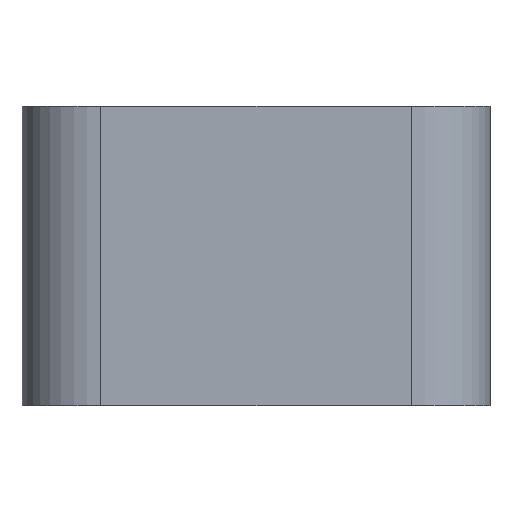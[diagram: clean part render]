
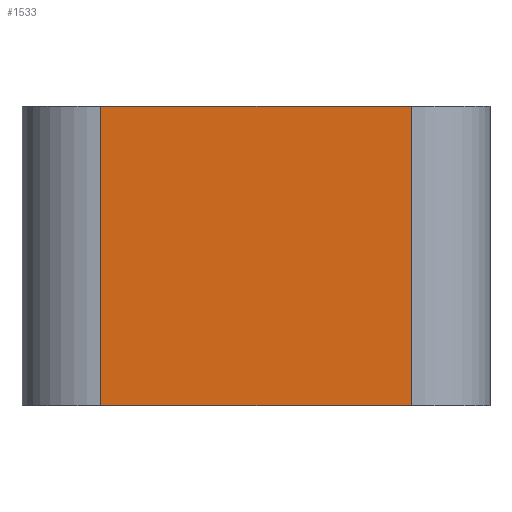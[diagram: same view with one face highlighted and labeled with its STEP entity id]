
A CAD part, left-side view. The second image highlights one B-rep face of the part: STEP entity #1533.
In plain terms, the highlighted planar face has unit normal (-1, 0, 0).
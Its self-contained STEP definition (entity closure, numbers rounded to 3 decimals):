
#202=FACE_OUTER_BOUND('',#292,.T.);
#292=EDGE_LOOP('',(#1376,#1377,#1378,#1379));
#432=LINE('',#2548,#584);
#444=LINE('',#2586,#596);
#445=LINE('',#2589,#597);
#446=LINE('',#2590,#598);
#584=VECTOR('',#2093,10.);
#596=VECTOR('',#2137,10.);
#597=VECTOR('',#2140,10.);
#598=VECTOR('',#2141,10.);
#731=VERTEX_POINT('',#2545);
#732=VERTEX_POINT('',#2547);
#742=VERTEX_POINT('',#2584);
#743=VERTEX_POINT('',#2588);
#941=EDGE_CURVE('',#731,#732,#432,.T.);
#960=EDGE_CURVE('',#742,#732,#444,.T.);
#961=EDGE_CURVE('',#743,#742,#445,.T.);
#962=EDGE_CURVE('',#743,#731,#446,.T.);
#1376=ORIENTED_EDGE('',*,*,#961,.T.);
#1377=ORIENTED_EDGE('',*,*,#960,.T.);
#1378=ORIENTED_EDGE('',*,*,#941,.F.);
#1379=ORIENTED_EDGE('',*,*,#962,.F.);
#1454=PLANE('',#1695);
#1533=ADVANCED_FACE('',(#202),#1454,.T.);
#1695=AXIS2_PLACEMENT_3D('',#2587,#2138,#2139);
#2093=DIRECTION('',(0.,1.,0.));
#2137=DIRECTION('',(0.,0.,-1.));
#2138=DIRECTION('center_axis',(-1.,0.,0.));
#2139=DIRECTION('ref_axis',(0.,1.,0.));
#2140=DIRECTION('',(0.,1.,0.));
#2141=DIRECTION('',(0.,0.,-1.));
#2545=CARTESIAN_POINT('',(-48.4,-19.65,-37.2));
#2547=CARTESIAN_POINT('',(-48.4,19.65,-37.2));
#2548=CARTESIAN_POINT('',(-48.4,-19.65,-37.2));
#2584=CARTESIAN_POINT('',(-48.4,19.65,0.8));
#2586=CARTESIAN_POINT('',(-48.4,19.65,0.8));
#2587=CARTESIAN_POINT('Origin',(-48.4,-19.65,0.8));
#2588=CARTESIAN_POINT('',(-48.4,-19.65,0.8));
#2589=CARTESIAN_POINT('',(-48.4,-19.65,0.8));
#2590=CARTESIAN_POINT('',(-48.4,-19.65,0.8));
